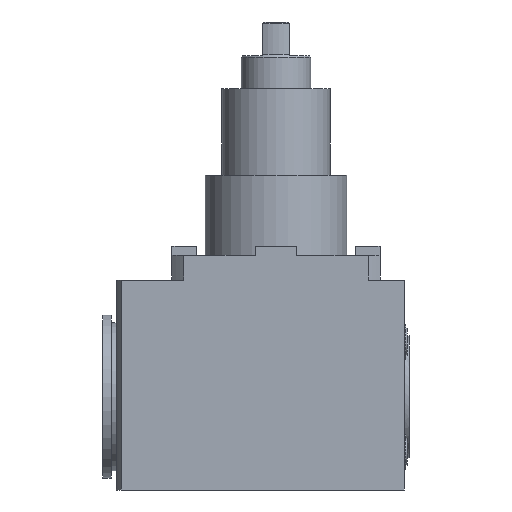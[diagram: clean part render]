
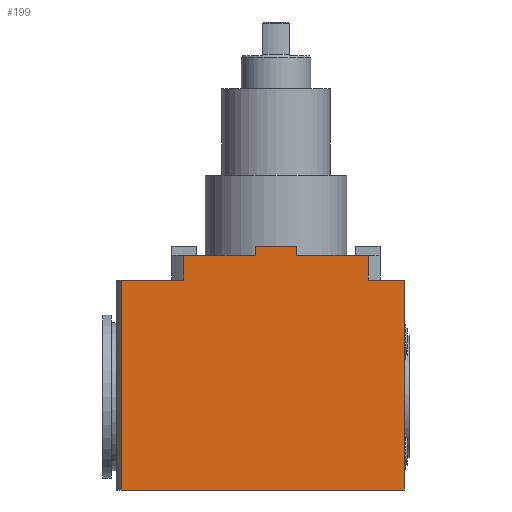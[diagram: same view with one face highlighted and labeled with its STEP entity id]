
A CAD part, front view. The second image highlights one B-rep face of the part: STEP entity #199.
In plain terms, the highlighted planar face has unit normal (0, -1, 0).
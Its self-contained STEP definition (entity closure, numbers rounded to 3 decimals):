
#118=FACE_OUTER_BOUND('',#629,.T.);
#199=ADVANCED_FACE('',(#118),#258,.F.);
#258=PLANE('',#1594);
#287=LINE('',#2094,#391);
#291=LINE('',#2102,#395);
#337=LINE('',#2375,#441);
#340=LINE('',#2386,#444);
#342=LINE('',#2408,#446);
#353=LINE('',#2501,#457);
#354=LINE('',#2503,#458);
#355=LINE('',#2507,#459);
#356=LINE('',#2510,#460);
#357=LINE('',#2511,#461);
#358=LINE('',#2513,#462);
#359=LINE('',#2515,#463);
#391=VECTOR('',#1653,1.);
#395=VECTOR('',#1657,1.);
#441=VECTOR('',#1795,1.);
#444=VECTOR('',#1806,1.);
#446=VECTOR('',#1828,1.);
#457=VECTOR('',#1953,1.);
#458=VECTOR('',#1956,1.);
#459=VECTOR('',#1961,1.);
#460=VECTOR('',#1966,1.);
#461=VECTOR('',#1967,1.);
#462=VECTOR('',#1968,1.);
#463=VECTOR('',#1969,1.);
#629=EDGE_LOOP('',(#930,#931,#932,#933,#934,#935,#936,#937,#938,#939,#940,
#941));
#930=ORIENTED_EDGE('',*,*,#1193,.F.);
#931=ORIENTED_EDGE('',*,*,#1333,.F.);
#932=ORIENTED_EDGE('',*,*,#1279,.F.);
#933=ORIENTED_EDGE('',*,*,#1336,.T.);
#934=ORIENTED_EDGE('',*,*,#1285,.F.);
#935=ORIENTED_EDGE('',*,*,#1296,.F.);
#936=ORIENTED_EDGE('',*,*,#1337,.F.);
#937=ORIENTED_EDGE('',*,*,#1334,.T.);
#938=ORIENTED_EDGE('',*,*,#1197,.F.);
#939=ORIENTED_EDGE('',*,*,#1338,.F.);
#940=ORIENTED_EDGE('',*,*,#1339,.F.);
#941=ORIENTED_EDGE('',*,*,#1340,.T.);
#1058=VERTEX_POINT('',#2093);
#1059=VERTEX_POINT('',#2095);
#1062=VERTEX_POINT('',#2101);
#1063=VERTEX_POINT('',#2103);
#1123=VERTEX_POINT('',#2374);
#1124=VERTEX_POINT('',#2376);
#1127=VERTEX_POINT('',#2385);
#1128=VERTEX_POINT('',#2387);
#1137=VERTEX_POINT('',#2407);
#1163=VERTEX_POINT('',#2504);
#1164=VERTEX_POINT('',#2512);
#1165=VERTEX_POINT('',#2514);
#1193=EDGE_CURVE('',#1058,#1059,#287,.T.);
#1197=EDGE_CURVE('',#1062,#1063,#291,.T.);
#1279=EDGE_CURVE('',#1123,#1124,#337,.T.);
#1285=EDGE_CURVE('',#1127,#1128,#340,.T.);
#1296=EDGE_CURVE('',#1137,#1127,#342,.T.);
#1333=EDGE_CURVE('',#1124,#1058,#353,.T.);
#1334=EDGE_CURVE('',#1163,#1063,#354,.T.);
#1336=EDGE_CURVE('',#1123,#1128,#355,.T.);
#1337=EDGE_CURVE('',#1163,#1137,#356,.T.);
#1338=EDGE_CURVE('',#1164,#1062,#357,.T.);
#1339=EDGE_CURVE('',#1165,#1164,#358,.T.);
#1340=EDGE_CURVE('',#1165,#1059,#359,.T.);
#1594=AXIS2_PLACEMENT_3D('',#2516,#1970,#1971);
#1653=DIRECTION('',(1.,0.,0.));
#1657=DIRECTION('',(1.,0.,0.));
#1795=DIRECTION('',(1.,0.,0.));
#1806=DIRECTION('',(-1.,0.,0.));
#1828=DIRECTION('',(0.,0.,-1.));
#1953=DIRECTION('',(0.,0.,1.));
#1956=DIRECTION('',(0.,0.,1.));
#1961=DIRECTION('',(0.,0.,-1.));
#1966=DIRECTION('',(1.,0.,0.));
#1967=DIRECTION('',(0.,0.,-1.));
#1968=DIRECTION('',(1.,0.,0.));
#1969=DIRECTION('',(0.,0.,-1.));
#1970=DIRECTION('',(0.,1.,0.));
#1971=DIRECTION('',(0.,0.,1.));
#2093=CARTESIAN_POINT('',(-55.371,-62.5,0.));
#2094=CARTESIAN_POINT('',(62.5,-62.5,0.));
#2095=CARTESIAN_POINT('',(-12.5,-62.5,0.));
#2101=CARTESIAN_POINT('',(12.483,-62.5,0.));
#2102=CARTESIAN_POINT('',(62.5,-62.5,0.));
#2103=CARTESIAN_POINT('',(55.371,-62.5,0.));
#2374=CARTESIAN_POINT('',(-92.939,-62.5,-15.002));
#2375=CARTESIAN_POINT('',(-96.,-62.5,-15.002));
#2376=CARTESIAN_POINT('',(-55.371,-62.5,-15.002));
#2385=CARTESIAN_POINT('',(77.,-62.5,-141.));
#2386=CARTESIAN_POINT('',(77.,-62.5,-141.));
#2387=CARTESIAN_POINT('',(-92.939,-62.5,-141.));
#2407=CARTESIAN_POINT('',(77.,-62.5,-15.002));
#2408=CARTESIAN_POINT('',(77.,-62.5,-141.));
#2501=CARTESIAN_POINT('',(-55.371,-62.5,-15.002));
#2503=CARTESIAN_POINT('',(55.371,-62.5,-15.002));
#2504=CARTESIAN_POINT('',(55.371,-62.5,-15.002));
#2507=CARTESIAN_POINT('',(-92.939,-62.5,-15.002));
#2510=CARTESIAN_POINT('',(62.5,-62.5,-15.002));
#2511=CARTESIAN_POINT('',(12.483,-62.5,5.5));
#2512=CARTESIAN_POINT('',(12.483,-62.5,5.5));
#2513=CARTESIAN_POINT('',(-12.5,-62.5,5.5));
#2514=CARTESIAN_POINT('',(-12.5,-62.5,5.5));
#2515=CARTESIAN_POINT('',(-12.5,-62.5,5.5));
#2516=CARTESIAN_POINT('',(-96.,-62.5,-15.002));
